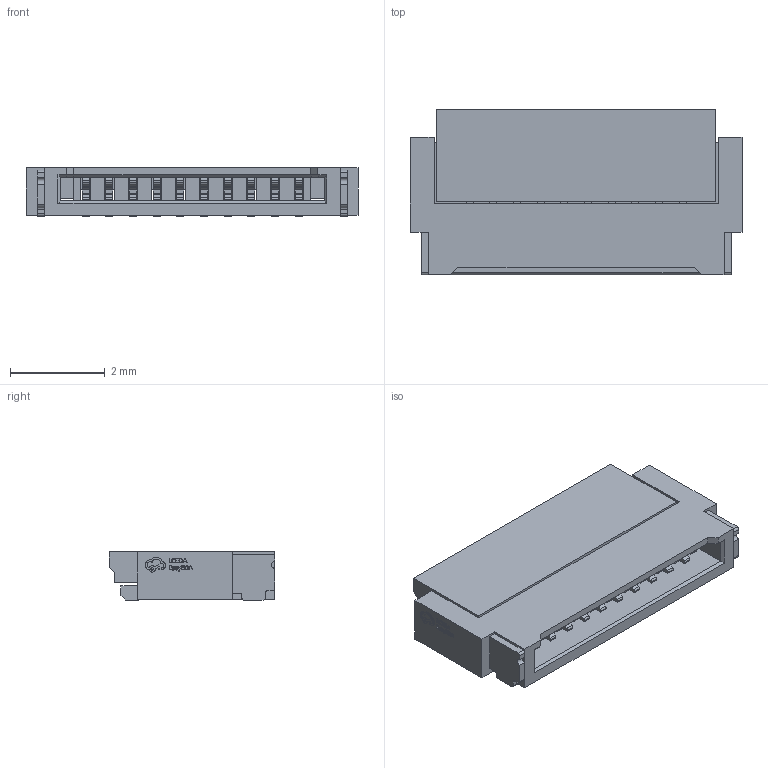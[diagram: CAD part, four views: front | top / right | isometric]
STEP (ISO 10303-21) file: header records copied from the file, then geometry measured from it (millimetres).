
FILE_DESCRIPTION (( 'STEP AP214' ), '1' );
FILE_NAME ('FPC-SMD_10P-P0.50_HC-FPC-05-09-10RLTAG.STEP', '2023-01-04T06:49:29', ( 'PC' ), ( 'Microsoft' ), 'SwSTEP 2.0', 'SolidWorks 2020', '' );
FILE_SCHEMA (( 'AUTOMOTIVE_DESIGN' ));
Length unit declared in the file: millimetre
Products named in the file (1): FPC-SMD_10P-P0.50_HC-FPC-05-09-10RLTAG
Bounding box: 7.01 x 3.5 x 1.02 mm (x, y, z)
Volume: 16.5 mm3; surface area: 132.4 mm2
Topology: 4 solids, 4 shells, 655 faces, 1855 edges, 1234 vertices
Faces by surface type: plane 443, cylinder 114, bspline 98
Entity records: 28919 total; most frequent: CARTESIAN_POINT 5051, ORIENTED_EDGE 3710, DIRECTION 2999, EDGE_CURVE 1855, LINE 1427, VECTOR 1427, VERTEX_POINT 1234, AXIS2_PLACEMENT_3D 786
